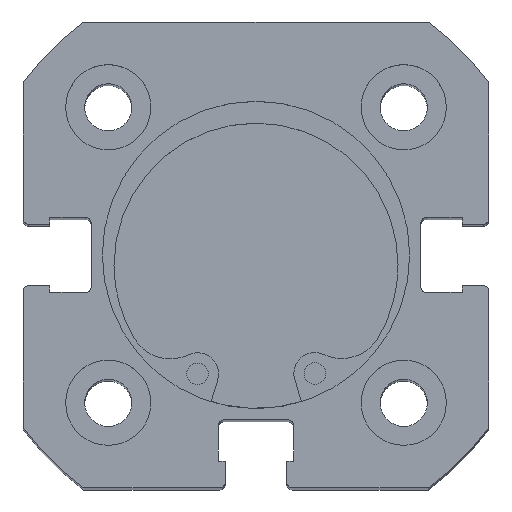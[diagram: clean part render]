
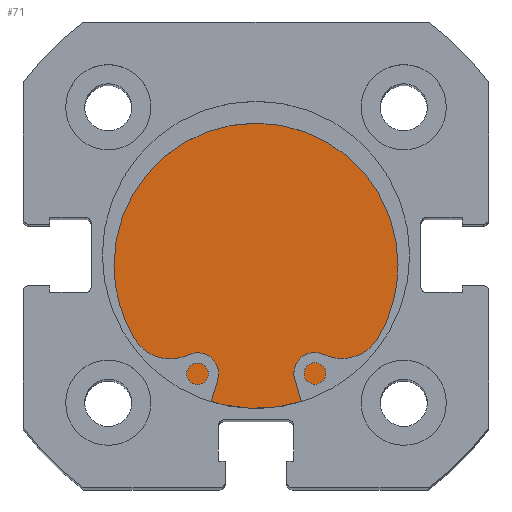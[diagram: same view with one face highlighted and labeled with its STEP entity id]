
A CAD part, top view. The second image highlights one B-rep face of the part: STEP entity #71.
In plain terms, the highlighted face is planar.
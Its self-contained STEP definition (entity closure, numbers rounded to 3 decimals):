
#71 = ADVANCED_FACE ( 'NONE', ( #1251 ), #4679, .F. ) ;
#361 = EDGE_CURVE ( 'NONE', #3525, #3524, #1600, .T. ) ;
#372 = EDGE_CURVE ( 'NONE', #3524, #3525, #1613, .T. ) ;
#813 = AXIS2_PLACEMENT_3D ( 'NONE', #4680, #4677, #4676 ) ;
#983 = AXIS2_PLACEMENT_3D ( 'NONE', #3899, #3895, #3894 ) ;
#988 = AXIS2_PLACEMENT_3D ( 'NONE', #3858, #3856, #3855 ) ;
#1251 = FACE_OUTER_BOUND ( 'NONE', #5428, .T. ) ;
#1600 = CIRCLE ( 'NONE', #983, 13.5 ) ;
#1613 = CIRCLE ( 'NONE', #988, 13.5 ) ;
#2936 = CARTESIAN_POINT ( 'NONE',  ( 6., 0., -13.5 ) ) ;
#2937 = CARTESIAN_POINT ( 'NONE',  ( 6., 0., 13.5 ) ) ;
#3524 = VERTEX_POINT ( 'NONE', #2936 ) ;
#3525 = VERTEX_POINT ( 'NONE', #2937 ) ;
#3855 = DIRECTION ( 'NONE',  ( 0., 0., 1. ) ) ;
#3856 = DIRECTION ( 'NONE',  ( -1., 0., 0. ) ) ;
#3858 = CARTESIAN_POINT ( 'NONE',  ( 6., 0., 0. ) ) ;
#3894 = DIRECTION ( 'NONE',  ( 0., 0., 1. ) ) ;
#3895 = DIRECTION ( 'NONE',  ( -1., 0., 0. ) ) ;
#3899 = CARTESIAN_POINT ( 'NONE',  ( 6., 0., 0. ) ) ;
#4676 = DIRECTION ( 'NONE',  ( 0., 0., 1. ) ) ;
#4677 = DIRECTION ( 'NONE',  ( -1., 0., 0. ) ) ;
#4679 = PLANE ( 'NONE',  #813 ) ;
#4680 = CARTESIAN_POINT ( 'NONE',  ( 6., 13.5, 0. ) ) ;
#5193 = ORIENTED_EDGE ( 'NONE', *, *, #361, .F. ) ;
#5194 = ORIENTED_EDGE ( 'NONE', *, *, #372, .F. ) ;
#5428 = EDGE_LOOP ( 'NONE', ( #5193, #5194 ) ) ;
